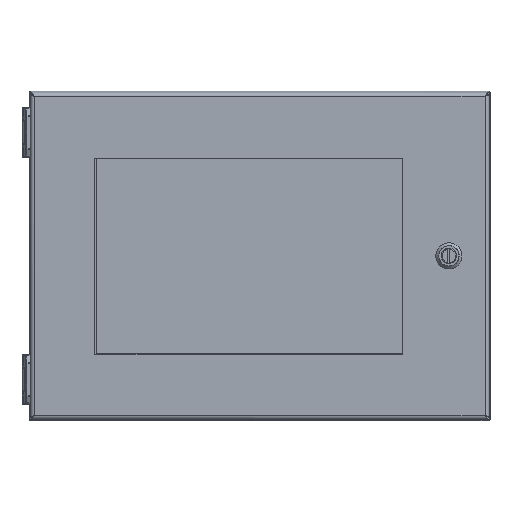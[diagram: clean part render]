
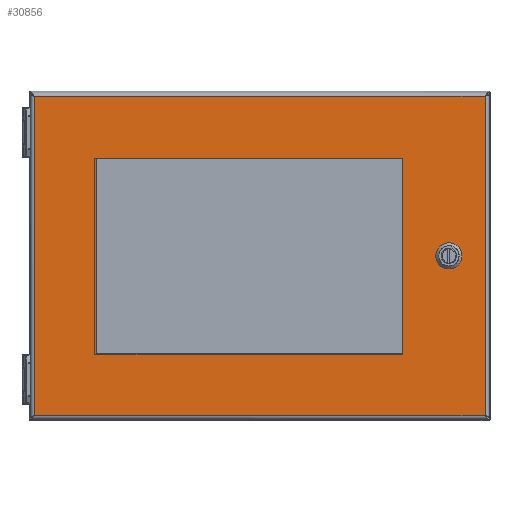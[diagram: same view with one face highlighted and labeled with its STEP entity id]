
A CAD part, top view. The second image highlights one B-rep face of the part: STEP entity #30856.
In plain terms, the highlighted planar face has unit normal (0, 0, 1).
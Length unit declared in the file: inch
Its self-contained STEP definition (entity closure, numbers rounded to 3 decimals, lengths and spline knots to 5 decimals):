
#152 = CARTESIAN_POINT ( 'NONE',  ( -0.00055, 2.97, 2.62523 ) ) ;
#529 = CARTESIAN_POINT ( 'NONE',  ( 6.84945, -4.85, 2.62523 ) ) ;
#1929 = DIRECTION ( 'NONE',  ( 1., 0., 0. ) ) ;
#2565 = EDGE_CURVE ( 'NONE', #20507, #11033, #45124, .T. ) ;
#2966 = FACE_OUTER_BOUND ( 'NONE', #9382, .T. ) ;
#3083 = ORIENTED_EDGE ( 'NONE', *, *, #12214, .T. ) ;
#3404 = VECTOR ( 'NONE', #22630, 39.37008 ) ;
#3511 = ORIENTED_EDGE ( 'NONE', *, *, #57072, .F. ) ;
#6016 = DIRECTION ( 'NONE',  ( 1., 0., 0. ) ) ;
#6071 = CARTESIAN_POINT ( 'NONE',  ( -0.00055, -2.97, 2.62523 ) ) ;
#6308 = DIRECTION ( 'NONE',  ( 1., 0., 0. ) ) ;
#6565 = ORIENTED_EDGE ( 'NONE', *, *, #2565, .T. ) ;
#6656 = DIRECTION ( 'NONE',  ( -0.707, -0.707, 0. ) ) ;
#7403 = CARTESIAN_POINT ( 'NONE',  ( 5.75145, 0., 2.62523 ) ) ;
#7437 = CARTESIAN_POINT ( 'NONE',  ( 5.75145, 0., 2.62523 ) ) ;
#7460 = CIRCLE ( 'NONE', #60309, 0.32 ) ;
#8345 = AXIS2_PLACEMENT_3D ( 'NONE', #37818, #28107, #6308 ) ;
#8745 = EDGE_CURVE ( 'NONE', #42949, #25261, #38846, .T. ) ;
#8847 = CARTESIAN_POINT ( 'NONE',  ( 5.66301, 0.30753, 2.62523 ) ) ;
#9238 = VECTOR ( 'NONE', #10737, 39.37008 ) ;
#9382 = EDGE_LOOP ( 'NONE', ( #3083, #55597, #9985, #67329 ) ) ;
#9616 = DIRECTION ( 'NONE',  ( 0.707, 0.707, 0. ) ) ;
#9985 = ORIENTED_EDGE ( 'NONE', *, *, #28137, .T. ) ;
#9987 = VECTOR ( 'NONE', #31983, 39.37008 ) ;
#10090 = ORIENTED_EDGE ( 'NONE', *, *, #15283, .T. ) ;
#10203 = VECTOR ( 'NONE', #52984, 39.37008 ) ;
#10737 = DIRECTION ( 'NONE',  ( 0., 1., 0. ) ) ;
#11033 = VERTEX_POINT ( 'NONE', #46534 ) ;
#11132 = CIRCLE ( 'NONE', #24411, 0.32 ) ;
#11307 = DIRECTION ( 'NONE',  ( 1., 0., 0. ) ) ;
#12214 = EDGE_CURVE ( 'NONE', #19853, #37869, #31656, .T. ) ;
#12570 = DIRECTION ( 'NONE',  ( 0., 1., 0. ) ) ;
#13953 = CARTESIAN_POINT ( 'NONE',  ( -4.97055, 0., 2.62523 ) ) ;
#14885 = CARTESIAN_POINT ( 'NONE',  ( 6.05899, -0.08845, 2.62523 ) ) ;
#15283 = EDGE_CURVE ( 'NONE', #20404, #41235, #39253, .T. ) ;
#16072 = VERTEX_POINT ( 'NONE', #17192 ) ;
#16920 = VECTOR ( 'NONE', #51883, 39.37008 ) ;
#17192 = CARTESIAN_POINT ( 'NONE',  ( 5.44392, 0.08845, 2.62523 ) ) ;
#17695 = DIRECTION ( 'NONE',  ( 0., 0., -1. ) ) ;
#17922 = CIRCLE ( 'NONE', #33321, 0.32 ) ;
#19853 = VERTEX_POINT ( 'NONE', #43161 ) ;
#20068 = ORIENTED_EDGE ( 'NONE', *, *, #39543, .T. ) ;
#20404 = VERTEX_POINT ( 'NONE', #55334 ) ;
#20507 = VERTEX_POINT ( 'NONE', #51029 ) ;
#21141 = LINE ( 'NONE', #42546, #9238 ) ;
#21173 = ORIENTED_EDGE ( 'NONE', *, *, #36711, .F. ) ;
#22020 = VECTOR ( 'NONE', #9616, 39.37008 ) ;
#22325 = DIRECTION ( 'NONE',  ( 0., 0., -1. ) ) ;
#22630 = DIRECTION ( 'NONE',  ( 1., 0., 0. ) ) ;
#22768 = ORIENTED_EDGE ( 'NONE', *, *, #46668, .T. ) ;
#23021 = DIRECTION ( 'NONE',  ( -0.707, 0.707, 0. ) ) ;
#23301 = EDGE_CURVE ( 'NONE', #60465, #19853, #61163, .T. ) ;
#23552 = CARTESIAN_POINT ( 'NONE',  ( 5.75145, 0., 2.62523 ) ) ;
#24411 = AXIS2_PLACEMENT_3D ( 'NONE', #7403, #22325, #49573 ) ;
#25241 = EDGE_LOOP ( 'NONE', ( #3511, #57257, #66455, #21173 ) ) ;
#25261 = VERTEX_POINT ( 'NONE', #42149 ) ;
#25344 = ORIENTED_EDGE ( 'NONE', *, *, #35020, .T. ) ;
#26435 = VERTEX_POINT ( 'NONE', #62238 ) ;
#27165 = EDGE_CURVE ( 'NONE', #25261, #59279, #38521, .T. ) ;
#27359 = CARTESIAN_POINT ( 'NONE',  ( 6.84945, 4.85, 2.62523 ) ) ;
#28107 = DIRECTION ( 'NONE',  ( 0., 0., -1. ) ) ;
#28137 = EDGE_CURVE ( 'NONE', #45705, #60465, #21141, .T. ) ;
#29182 = DIRECTION ( 'NONE',  ( 0.707, -0.707, 0. ) ) ;
#30065 = VECTOR ( 'NONE', #29182, 39.37008 ) ;
#30368 = ORIENTED_EDGE ( 'NONE', *, *, #49687, .T. ) ;
#30856 = ADVANCED_FACE ( 'NONE', ( #54791, #44510, #2966 ), #34103, .T. ) ;
#31656 = LINE ( 'NONE', #63258, #9987 ) ;
#31983 = DIRECTION ( 'NONE',  ( 0., -1., 0. ) ) ;
#32765 = AXIS2_PLACEMENT_3D ( 'NONE', #39313, #55453, #1929 ) ;
#33321 = AXIS2_PLACEMENT_3D ( 'NONE', #23552, #17695, #33899 ) ;
#33854 = VECTOR ( 'NONE', #23021, 39.37008 ) ;
#33899 = DIRECTION ( 'NONE',  ( 1., 0., 0. ) ) ;
#34103 = PLANE ( 'NONE',  #32765 ) ;
#35020 = EDGE_CURVE ( 'NONE', #41235, #16072, #11132, .T. ) ;
#35085 = CARTESIAN_POINT ( 'NONE',  ( 5.66301, -0.30753, 2.62523 ) ) ;
#35436 = VERTEX_POINT ( 'NONE', #8847 ) ;
#35690 = EDGE_LOOP ( 'NONE', ( #25344, #20068, #30368, #6565, #50542, #22768, #65962, #10090 ) ) ;
#36648 = CARTESIAN_POINT ( 'NONE',  ( 5.8399, -0.30753, 2.62523 ) ) ;
#36711 = EDGE_CURVE ( 'NONE', #26435, #42949, #62011, .T. ) ;
#36882 = LINE ( 'NONE', #56862, #22020 ) ;
#37818 = CARTESIAN_POINT ( 'NONE',  ( 5.75145, 0., 2.62523 ) ) ;
#37869 = VERTEX_POINT ( 'NONE', #38573 ) ;
#38150 = CIRCLE ( 'NONE', #8345, 0.32 ) ;
#38521 = LINE ( 'NONE', #152, #10203 ) ;
#38573 = CARTESIAN_POINT ( 'NONE',  ( -6.85055, -4.85, 2.62523 ) ) ;
#38846 = LINE ( 'NONE', #59791, #68243 ) ;
#39253 = LINE ( 'NONE', #35085, #33854 ) ;
#39313 = CARTESIAN_POINT ( 'NONE',  ( -0.00055, 0., 2.62523 ) ) ;
#39543 = EDGE_CURVE ( 'NONE', #16072, #35436, #36882, .T. ) ;
#39610 = CARTESIAN_POINT ( 'NONE',  ( 5.44392, -0.08845, 2.62523 ) ) ;
#39906 = DIRECTION ( 'NONE',  ( 0., -1., 0. ) ) ;
#41235 = VERTEX_POINT ( 'NONE', #39610 ) ;
#41489 = VECTOR ( 'NONE', #6656, 39.37008 ) ;
#42149 = CARTESIAN_POINT ( 'NONE',  ( 4.33945, 2.97, 2.62523 ) ) ;
#42546 = CARTESIAN_POINT ( 'NONE',  ( 6.84945, 0., 2.62523 ) ) ;
#42806 = EDGE_CURVE ( 'NONE', #53541, #20404, #17922, .T. ) ;
#42949 = VERTEX_POINT ( 'NONE', #46981 ) ;
#43161 = CARTESIAN_POINT ( 'NONE',  ( -6.85055, 4.85, 2.62523 ) ) ;
#44477 = DIRECTION ( 'NONE',  ( 0., 0., -1. ) ) ;
#44510 = FACE_BOUND ( 'NONE', #35690, .T. ) ;
#45124 = LINE ( 'NONE', #66033, #30065 ) ;
#45705 = VERTEX_POINT ( 'NONE', #529 ) ;
#45741 = CARTESIAN_POINT ( 'NONE',  ( -0.00055, 4.85, 2.62523 ) ) ;
#46534 = CARTESIAN_POINT ( 'NONE',  ( 6.05899, 0.08845, 2.62523 ) ) ;
#46668 = EDGE_CURVE ( 'NONE', #46988, #53541, #64236, .T. ) ;
#46981 = CARTESIAN_POINT ( 'NONE',  ( 4.33945, -2.97, 2.62523 ) ) ;
#46988 = VERTEX_POINT ( 'NONE', #14885 ) ;
#47634 = VECTOR ( 'NONE', #11307, 39.37008 ) ;
#49573 = DIRECTION ( 'NONE',  ( 1., 0., 0. ) ) ;
#49687 = EDGE_CURVE ( 'NONE', #35436, #20507, #38150, .T. ) ;
#50542 = ORIENTED_EDGE ( 'NONE', *, *, #56694, .T. ) ;
#51029 = CARTESIAN_POINT ( 'NONE',  ( 5.8399, 0.30753, 2.62523 ) ) ;
#51883 = DIRECTION ( 'NONE',  ( -1., 0., 0. ) ) ;
#52984 = DIRECTION ( 'NONE',  ( -1., 0., 0. ) ) ;
#53541 = VERTEX_POINT ( 'NONE', #36648 ) ;
#53992 = CARTESIAN_POINT ( 'NONE',  ( -0.00055, -4.85, 2.62523 ) ) ;
#54330 = LINE ( 'NONE', #53992, #3404 ) ;
#54791 = FACE_BOUND ( 'NONE', #25241, .T. ) ;
#55012 = CARTESIAN_POINT ( 'NONE',  ( 6.05899, -0.08845, 2.62523 ) ) ;
#55334 = CARTESIAN_POINT ( 'NONE',  ( 5.66301, -0.30753, 2.62523 ) ) ;
#55453 = DIRECTION ( 'NONE',  ( 0., 0., 1. ) ) ;
#55597 = ORIENTED_EDGE ( 'NONE', *, *, #60240, .T. ) ;
#56694 = EDGE_CURVE ( 'NONE', #11033, #46988, #7460, .T. ) ;
#56862 = CARTESIAN_POINT ( 'NONE',  ( 5.44392, 0.08845, 2.62523 ) ) ;
#57072 = EDGE_CURVE ( 'NONE', #59279, #26435, #65256, .T. ) ;
#57257 = ORIENTED_EDGE ( 'NONE', *, *, #27165, .F. ) ;
#59271 = VECTOR ( 'NONE', #39906, 39.37008 ) ;
#59279 = VERTEX_POINT ( 'NONE', #62437 ) ;
#59791 = CARTESIAN_POINT ( 'NONE',  ( 4.33945, 0., 2.62523 ) ) ;
#60240 = EDGE_CURVE ( 'NONE', #37869, #45705, #54330, .T. ) ;
#60309 = AXIS2_PLACEMENT_3D ( 'NONE', #7437, #44477, #6016 ) ;
#60465 = VERTEX_POINT ( 'NONE', #27359 ) ;
#61163 = LINE ( 'NONE', #45741, #16920 ) ;
#62011 = LINE ( 'NONE', #6071, #47634 ) ;
#62238 = CARTESIAN_POINT ( 'NONE',  ( -4.97055, -2.97, 2.62523 ) ) ;
#62437 = CARTESIAN_POINT ( 'NONE',  ( -4.97055, 2.97, 2.62523 ) ) ;
#63258 = CARTESIAN_POINT ( 'NONE',  ( -6.85055, 0., 2.62523 ) ) ;
#64236 = LINE ( 'NONE', #55012, #41489 ) ;
#65256 = LINE ( 'NONE', #13953, #59271 ) ;
#65962 = ORIENTED_EDGE ( 'NONE', *, *, #42806, .T. ) ;
#66033 = CARTESIAN_POINT ( 'NONE',  ( 5.8399, 0.30753, 2.62523 ) ) ;
#66455 = ORIENTED_EDGE ( 'NONE', *, *, #8745, .F. ) ;
#67329 = ORIENTED_EDGE ( 'NONE', *, *, #23301, .T. ) ;
#68243 = VECTOR ( 'NONE', #12570, 39.37008 ) ;
